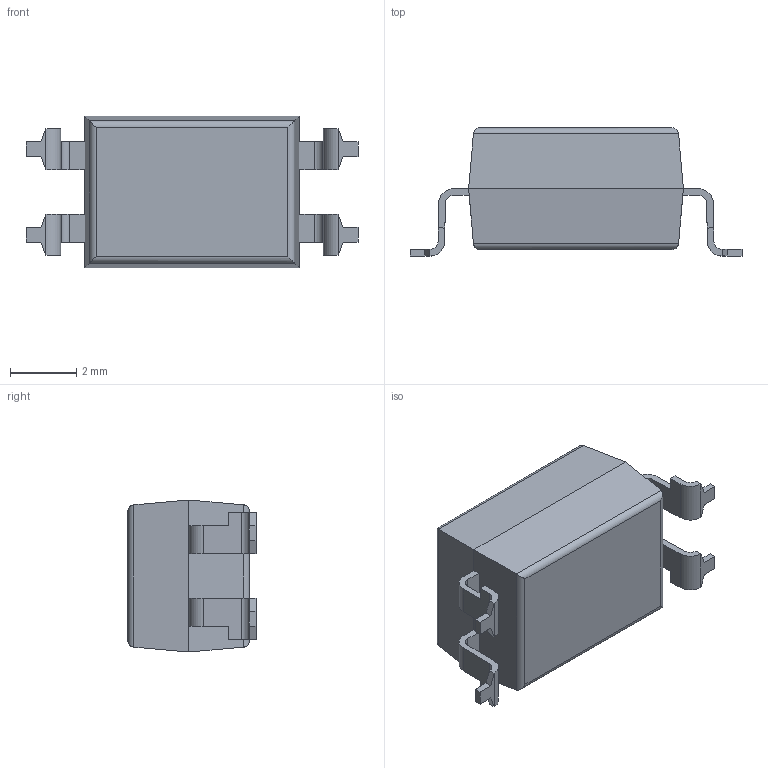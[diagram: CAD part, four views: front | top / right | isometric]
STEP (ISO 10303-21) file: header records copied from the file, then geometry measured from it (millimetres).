
FILE_DESCRIPTION (( 'STEP AP214' ), '1' );
FILE_NAME ('PC817.STEP', '2019-04-16T13:45:45', ( '' ), ( '' ), 'SwSTEP 2.0', 'SolidWorks 2017', '' );
FILE_SCHEMA (( 'AUTOMOTIVE_DESIGN' ));
Length unit declared in the file: millimetre
Products named in the file (1): PC817
Bounding box: 10.05 x 3.88 x 4.6 mm (x, y, z)
Volume: 105.7 mm3; surface area: 160.7 mm2
Topology: 5 solids, 5 shells, 98 faces, 236 edges, 148 vertices
Faces by surface type: plane 74, cylinder 24
Entity records: 2858 total; most frequent: CARTESIAN_POINT 507, ORIENTED_EDGE 472, DIRECTION 458, EDGE_CURVE 236, VECTOR 196, LINE 196, VERTEX_POINT 148, AXIS2_PLACEMENT_3D 131
